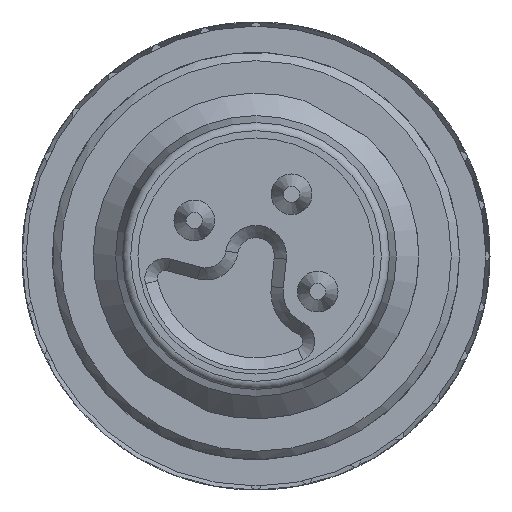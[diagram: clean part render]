
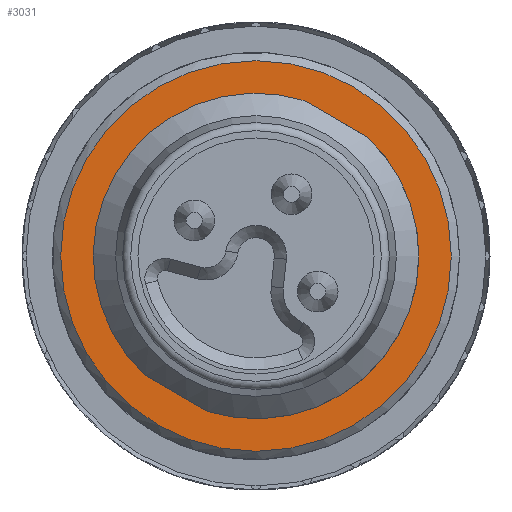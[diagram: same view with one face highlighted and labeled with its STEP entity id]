
A CAD part, front view. The second image highlights one B-rep face of the part: STEP entity #3031.
In plain terms, the highlighted planar face has unit normal (0, -1, 0).
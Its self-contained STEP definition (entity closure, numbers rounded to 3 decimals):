
#2857=CARTESIAN_POINT('',(-2.72,-33.1,-2.933));
#2858=VERTEX_POINT('',#2857);
#2876=CARTESIAN_POINT('',(1.18,-33.1,3.822));
#2877=VERTEX_POINT('',#2876);
#2884=CARTESIAN_POINT('',(0.,-33.1,0.));
#2885=DIRECTION('',(0.,-1.0,0.));
#2886=DIRECTION('',(-0.68,0.,-0.733));
#2887=AXIS2_PLACEMENT_3D('',#2884,#2885,#2886);
#2888=CIRCLE('',#2887,4.);
#2889=EDGE_CURVE('',#2877,#2858,#2888,.T.);
#2899=CARTESIAN_POINT('',(2.72,-33.1,2.933));
#2900=VERTEX_POINT('',#2899);
#2909=CARTESIAN_POINT('',(2.72,-33.1,2.933));
#2910=DIRECTION('',(-0.866,0.0,0.5));
#2911=VECTOR('',#2910,1.778);
#2912=LINE('',#2909,#2911);
#2913=EDGE_CURVE('',#2900,#2877,#2912,.T.);
#2947=CARTESIAN_POINT('',(-1.18,-33.1,-3.822));
#2948=VERTEX_POINT('',#2947);
#2955=CARTESIAN_POINT('',(0.,-33.1,0.));
#2956=DIRECTION('',(0.0,-1.0,0.0));
#2957=DIRECTION('',(0.68,0.0,0.733));
#2958=AXIS2_PLACEMENT_3D('',#2955,#2956,#2957);
#2959=CIRCLE('',#2958,4.);
#2960=EDGE_CURVE('',#2948,#2900,#2959,.T.);
#2999=CARTESIAN_POINT('',(-2.72,-33.1,-2.933));
#3000=DIRECTION('',(0.866,0.0,-0.5));
#3001=VECTOR('',#3000,1.778);
#3002=LINE('',#2999,#3001);
#3003=EDGE_CURVE('',#2858,#2948,#3002,.T.);
#3009=CARTESIAN_POINT('',(3.656,-33.1,6.333));
#3010=DIRECTION('',(0.,1.0,0.));
#3011=DIRECTION('',(0.0,0.,1.0));
#3012=AXIS2_PLACEMENT_3D('',#3009,#3010,#3011);
#3013=PLANE('',#3012);
#3014=CARTESIAN_POINT('',(4.8,-33.1,0.));
#3015=VERTEX_POINT('',#3014);
#3016=CARTESIAN_POINT('',(0.,-33.1,0.));
#3017=DIRECTION('',(0.,1.0,0.));
#3018=DIRECTION('',(0.829,0.,0.559));
#3019=AXIS2_PLACEMENT_3D('',#3016,#3017,#3018);
#3020=CIRCLE('',#3019,4.8);
#3021=EDGE_CURVE('',#3015,#3015,#3020,.T.);
#3022=ORIENTED_EDGE('',*,*,#3021,.F.);
#3023=EDGE_LOOP('',(#3022));
#3024=FACE_OUTER_BOUND('',#3023,.T.);
#3025=ORIENTED_EDGE('',*,*,#2889,.F.);
#3026=ORIENTED_EDGE('',*,*,#2913,.F.);
#3027=ORIENTED_EDGE('',*,*,#2960,.F.);
#3028=ORIENTED_EDGE('',*,*,#3003,.F.);
#3029=EDGE_LOOP('',(#3025,#3026,#3027,#3028));
#3030=FACE_BOUND('',#3029,.T.);
#3031=ADVANCED_FACE('',(#3024,#3030),#3013,.F.);
